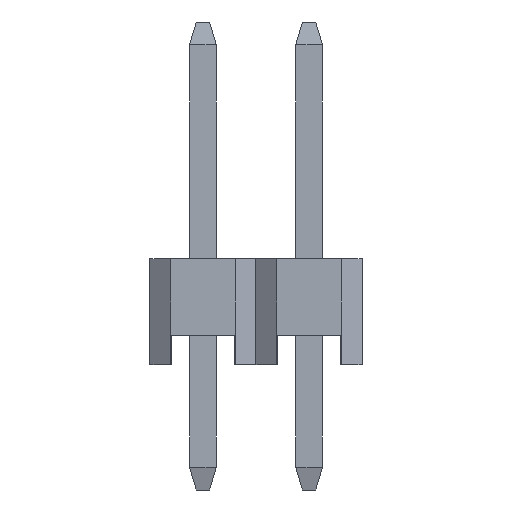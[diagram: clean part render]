
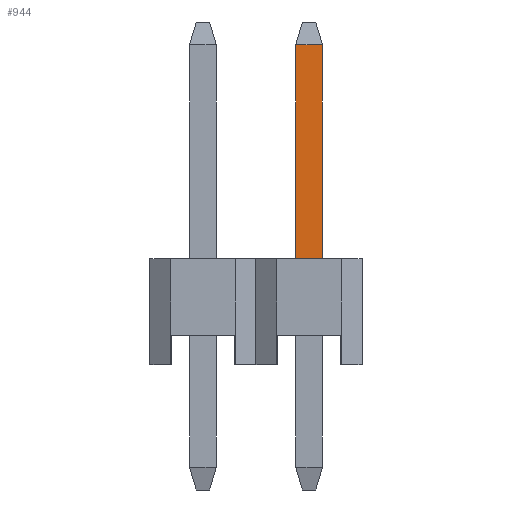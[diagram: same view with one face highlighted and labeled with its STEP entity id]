
A CAD part, left-side view. The second image highlights one B-rep face of the part: STEP entity #944.
In plain terms, the highlighted planar face has unit normal (-1, 0, 0).
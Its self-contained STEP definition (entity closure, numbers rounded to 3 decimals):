
#707 = VERTEX_POINT('',#708);
#708 = CARTESIAN_POINT('',(-0.32,-0.32,2.54));
#723 = VERTEX_POINT('',#724);
#724 = CARTESIAN_POINT('',(-0.32,0.32,2.54));
#730 = EDGE_CURVE('',#707,#723,#731,.T.);
#731 = LINE('',#732,#733);
#732 = CARTESIAN_POINT('',(-0.32,0.225,2.54));
#733 = VECTOR('',#734,1.);
#734 = DIRECTION('',(0.,1.,0.));
#927 = VERTEX_POINT('',#928);
#928 = CARTESIAN_POINT('',(-0.32,-0.32,7.654));
#934 = EDGE_CURVE('',#707,#927,#935,.T.);
#935 = LINE('',#936,#937);
#936 = CARTESIAN_POINT('',(-0.32,-0.32,-2.454));
#937 = VECTOR('',#938,1.);
#938 = DIRECTION('',(0.,0.,1.));
#944 = ADVANCED_FACE('',(#945),#963,.T.);
#945 = FACE_BOUND('',#946,.T.);
#946 = EDGE_LOOP('',(#947,#948,#949,#957));
#947 = ORIENTED_EDGE('',*,*,#730,.F.);
#948 = ORIENTED_EDGE('',*,*,#934,.T.);
#949 = ORIENTED_EDGE('',*,*,#950,.T.);
#950 = EDGE_CURVE('',#927,#951,#953,.T.);
#951 = VERTEX_POINT('',#952);
#952 = CARTESIAN_POINT('',(-0.32,0.32,7.654));
#953 = LINE('',#954,#955);
#954 = CARTESIAN_POINT('',(-0.32,-0.32,7.654));
#955 = VECTOR('',#956,1.);
#956 = DIRECTION('',(0.,1.,0.));
#957 = ORIENTED_EDGE('',*,*,#958,.F.);
#958 = EDGE_CURVE('',#723,#951,#959,.T.);
#959 = LINE('',#960,#961);
#960 = CARTESIAN_POINT('',(-0.32,0.32,-2.454));
#961 = VECTOR('',#962,1.);
#962 = DIRECTION('',(0.,0.,1.));
#963 = PLANE('',#964);
#964 = AXIS2_PLACEMENT_3D('',#965,#966,#967);
#965 = CARTESIAN_POINT('',(-0.32,-0.32,-2.454));
#966 = DIRECTION('',(-1.,0.,0.));
#967 = DIRECTION('',(0.,1.,0.));
